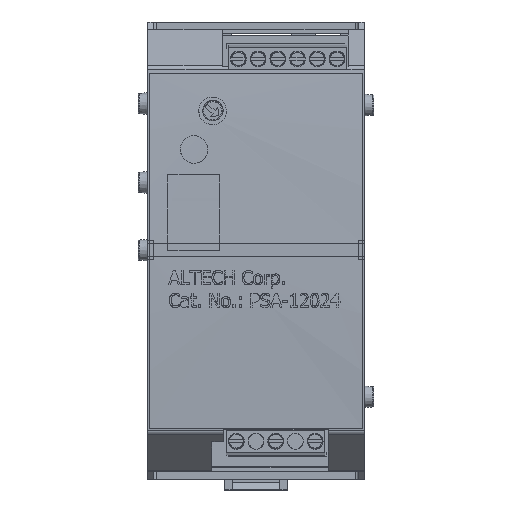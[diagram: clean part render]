
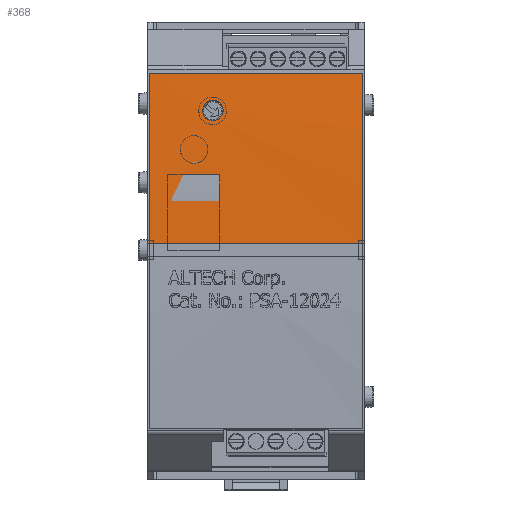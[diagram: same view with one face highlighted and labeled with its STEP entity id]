
A CAD part, top view. The second image highlights one B-rep face of the part: STEP entity #368.
In plain terms, the highlighted cylindrical face has radius 541.707 mm (diameter 1083.41 mm), a partial arc.
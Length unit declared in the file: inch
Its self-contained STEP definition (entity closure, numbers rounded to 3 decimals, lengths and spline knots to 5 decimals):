
#232=CARTESIAN_POINT('',(-0.3549,1.32909,4.02167));
#233=VERTEX_POINT('',#232);
#242=CARTESIAN_POINT('',(-0.50504,1.45604,4.01377));
#243=VERTEX_POINT('',#242);
#244=CARTESIAN_POINT('',(-0.50504,1.45604,4.01377));
#245=CARTESIAN_POINT('',(-0.50235,1.45956,4.01354));
#246=CARTESIAN_POINT('',(-0.49945,1.46285,4.01332));
#247=CARTESIAN_POINT('',(-0.4877,1.47459,4.01255));
#248=CARTESIAN_POINT('',(-0.47664,1.48216,4.01205));
#249=CARTESIAN_POINT('',(-0.4524,1.49219,4.01138));
#250=CARTESIAN_POINT('',(-0.43922,1.49466,4.01121));
#251=CARTESIAN_POINT('',(-0.41451,1.49466,4.01121));
#252=CARTESIAN_POINT('',(-0.40133,1.49219,4.01138));
#253=CARTESIAN_POINT('',(-0.37709,1.48216,4.01205));
#254=CARTESIAN_POINT('',(-0.36603,1.47459,4.01255));
#255=CARTESIAN_POINT('',(-0.34854,1.45712,4.0137));
#256=CARTESIAN_POINT('',(-0.34096,1.44605,4.01442));
#257=CARTESIAN_POINT('',(-0.33091,1.42179,4.01598));
#258=CARTESIAN_POINT('',(-0.32844,1.4086,4.01682));
#259=CARTESIAN_POINT('',(-0.32844,1.38388,4.01836));
#260=CARTESIAN_POINT('',(-0.33091,1.37069,4.01917));
#261=CARTESIAN_POINT('',(-0.3405,1.34755,4.02057));
#262=CARTESIAN_POINT('',(-0.34715,1.3374,4.02118));
#263=CARTESIAN_POINT('',(-0.3549,1.32909,4.02167));
#264=B_SPLINE_CURVE_WITH_KNOTS('',3,(#244,#245,#246,#247,#248,#249,#250,#251,#252,#253,#254,#255,#256,#257,#258,#259,#260,#261,#262,#263),.UNSPECIFIED.,.F.,.U.,(4,2,2,2,2,2,2,2,2,4),(-0.975,-0.94244,-0.84827,-0.75411,-0.65995,-0.56578,-0.47141,-0.37703,-0.28268,-0.19702),.UNSPECIFIED.);
#265=EDGE_CURVE('',#243,#233,#264,.T.);
#301=CARTESIAN_POINT('',(0.,0.06693,-17.26798));
#302=DIRECTION('',(-1.0,0.0,0.0));
#303=DIRECTION('',(0.0,0.,1.0));
#304=AXIS2_PLACEMENT_3D('',#301,#302,#303);
#305=CYLINDRICAL_SURFACE('',#304,21.32704);
#306=CARTESIAN_POINT('',(1.06182,0.06693,4.05906));
#307=VERTEX_POINT('',#306);
#308=CARTESIAN_POINT('',(1.06182,1.7666,3.99122));
#309=VERTEX_POINT('',#308);
#310=CARTESIAN_POINT('',(1.06182,0.06693,-17.26798));
#311=DIRECTION('',(-1.0,0.0,0.0));
#312=DIRECTION('',(0.0,0.,1.0));
#313=AXIS2_PLACEMENT_3D('',#310,#311,#312);
#314=CIRCLE('',#313,21.32704);
#315=EDGE_CURVE('',#307,#309,#314,.T.);
#316=ORIENTED_EDGE('',*,*,#315,.T.);
#317=CARTESIAN_POINT('',(-1.06817,1.7666,3.99122));
#318=VERTEX_POINT('',#317);
#319=CARTESIAN_POINT('',(1.06182,1.7666,3.99122));
#320=DIRECTION('',(-1.0,0.0,0.0));
#321=VECTOR('',#320,2.12999);
#322=LINE('',#319,#321);
#323=EDGE_CURVE('',#309,#318,#322,.T.);
#324=ORIENTED_EDGE('',*,*,#323,.T.);
#325=CARTESIAN_POINT('',(-1.06817,0.06693,4.05906));
#326=VERTEX_POINT('',#325);
#327=CARTESIAN_POINT('',(-1.06817,0.06693,-17.26798));
#328=DIRECTION('',(1.0,0.0,0.0));
#329=DIRECTION('',(0.0,0.,1.0));
#330=AXIS2_PLACEMENT_3D('',#327,#328,#329);
#331=CIRCLE('',#330,21.32704);
#332=EDGE_CURVE('',#318,#326,#331,.T.);
#333=ORIENTED_EDGE('',*,*,#332,.T.);
#334=CARTESIAN_POINT('',(-1.06817,0.06693,4.05906));
#335=DIRECTION('',(1.0,0.0,0.0));
#336=VECTOR('',#335,2.12999);
#337=LINE('',#334,#336);
#338=EDGE_CURVE('',#326,#307,#337,.T.);
#339=ORIENTED_EDGE('',*,*,#338,.T.);
#340=EDGE_LOOP('',(#316,#324,#333,#339));
#341=FACE_OUTER_BOUND('',#340,.T.);
#342=CARTESIAN_POINT('',(-0.50504,1.45604,4.01377));
#343=CARTESIAN_POINT('',(-0.51278,1.44774,4.01431));
#344=CARTESIAN_POINT('',(-0.51944,1.43758,4.01497));
#345=CARTESIAN_POINT('',(-0.52903,1.41444,4.01645));
#346=CARTESIAN_POINT('',(-0.5315,1.40126,4.01728));
#347=CARTESIAN_POINT('',(-0.5315,1.37654,4.01881));
#348=CARTESIAN_POINT('',(-0.52903,1.36335,4.01962));
#349=CARTESIAN_POINT('',(-0.51898,1.3391,4.02108));
#350=CARTESIAN_POINT('',(-0.51139,1.32802,4.02174));
#351=CARTESIAN_POINT('',(-0.49391,1.31055,4.02277));
#352=CARTESIAN_POINT('',(-0.48285,1.30298,4.02321));
#353=CARTESIAN_POINT('',(-0.45861,1.29294,4.02379));
#354=CARTESIAN_POINT('',(-0.44543,1.29047,4.02393));
#355=CARTESIAN_POINT('',(-0.42071,1.29047,4.02393));
#356=CARTESIAN_POINT('',(-0.40752,1.29294,4.02379));
#357=CARTESIAN_POINT('',(-0.38327,1.30299,4.02321));
#358=CARTESIAN_POINT('',(-0.37221,1.31057,4.02277));
#359=CARTESIAN_POINT('',(-0.36046,1.32231,4.02208));
#360=CARTESIAN_POINT('',(-0.35758,1.32559,4.02188));
#361=CARTESIAN_POINT('',(-0.3549,1.32909,4.02167));
#362=B_SPLINE_CURVE_WITH_KNOTS('',3,(#342,#343,#344,#345,#346,#347,#348,#349,#350,#351,#352,#353,#354,#355,#356,#357,#358,#359,#360,#361),.UNSPECIFIED.,.F.,.U.,(4,2,2,2,2,2,2,2,2,4),(0.19704,0.2827,0.37707,0.47143,0.56578,0.65994,0.7541,0.84831,0.94251,0.97497),.UNSPECIFIED.);
#363=EDGE_CURVE('',#243,#233,#362,.T.);
#364=ORIENTED_EDGE('',*,*,#363,.F.);
#365=ORIENTED_EDGE('',*,*,#265,.T.);
#366=EDGE_LOOP('',(#364,#365));
#367=FACE_BOUND('',#366,.T.);
#368=ADVANCED_FACE('',(#341,#367),#305,.T.);
